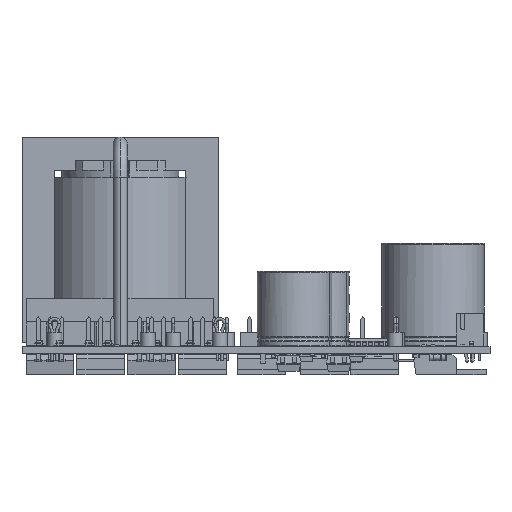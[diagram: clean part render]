
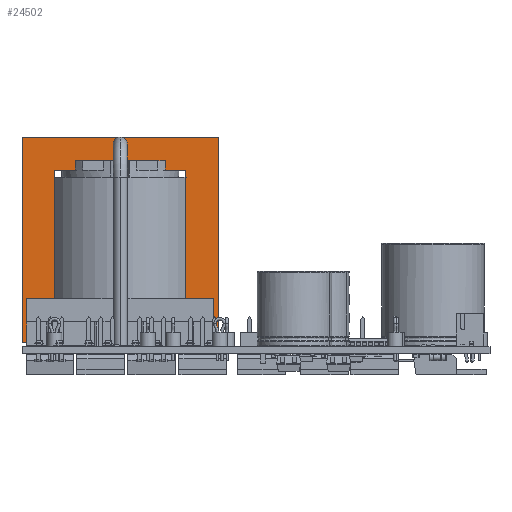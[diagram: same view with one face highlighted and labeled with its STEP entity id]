
A CAD part, left-side view. The second image highlights one B-rep face of the part: STEP entity #24502.
In plain terms, the highlighted face is planar.
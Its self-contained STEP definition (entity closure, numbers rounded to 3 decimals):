
#24354 = EDGE_CURVE('',#24355,#24357,#24359,.T.);
#24355 = VERTEX_POINT('',#24356);
#24356 = CARTESIAN_POINT('',(0.,0.,-16.));
#24357 = VERTEX_POINT('',#24358);
#24358 = CARTESIAN_POINT('',(-14.,0.,-16.));
#24359 = LINE('',#24360,#24361);
#24360 = CARTESIAN_POINT('',(14.,0.,-16.));
#24361 = VECTOR('',#24362,1.);
#24362 = DIRECTION('',(-1.,0.,0.));
#24394 = EDGE_CURVE('',#24395,#24397,#24399,.T.);
#24395 = VERTEX_POINT('',#24396);
#24396 = CARTESIAN_POINT('',(0.,0.,15.));
#24397 = VERTEX_POINT('',#24398);
#24398 = CARTESIAN_POINT('',(14.,0.,15.));
#24399 = LINE('',#24400,#24401);
#24400 = CARTESIAN_POINT('',(-14.,0.,15.));
#24401 = VECTOR('',#24402,1.);
#24402 = DIRECTION('',(1.,0.,0.));
#24502 = ADVANCED_FACE('',(#24503,#24537),#24569,.T.);
#24503 = FACE_BOUND('',#24504,.T.);
#24504 = EDGE_LOOP('',(#24505,#24515,#24523,#24531));
#24505 = ORIENTED_EDGE('',*,*,#24506,.F.);
#24506 = EDGE_CURVE('',#24507,#24509,#24511,.T.);
#24507 = VERTEX_POINT('',#24508);
#24508 = CARTESIAN_POINT('',(-21.,0.,-22.));
#24509 = VERTEX_POINT('',#24510);
#24510 = CARTESIAN_POINT('',(-21.,0.,22.));
#24511 = LINE('',#24512,#24513);
#24512 = CARTESIAN_POINT('',(-21.,0.,22.));
#24513 = VECTOR('',#24514,1.);
#24514 = DIRECTION('',(-0.,-0.,1.));
#24515 = ORIENTED_EDGE('',*,*,#24516,.F.);
#24516 = EDGE_CURVE('',#24517,#24507,#24519,.T.);
#24517 = VERTEX_POINT('',#24518);
#24518 = CARTESIAN_POINT('',(21.,0.,-22.));
#24519 = LINE('',#24520,#24521);
#24520 = CARTESIAN_POINT('',(-21.,0.,-22.));
#24521 = VECTOR('',#24522,1.);
#24522 = DIRECTION('',(-1.,-0.,-0.));
#24523 = ORIENTED_EDGE('',*,*,#24524,.F.);
#24524 = EDGE_CURVE('',#24525,#24517,#24527,.T.);
#24525 = VERTEX_POINT('',#24526);
#24526 = CARTESIAN_POINT('',(21.,0.,22.));
#24527 = LINE('',#24528,#24529);
#24528 = CARTESIAN_POINT('',(21.,0.,-22.));
#24529 = VECTOR('',#24530,1.);
#24530 = DIRECTION('',(-0.,-0.,-1.));
#24531 = ORIENTED_EDGE('',*,*,#24532,.F.);
#24532 = EDGE_CURVE('',#24509,#24525,#24533,.T.);
#24533 = LINE('',#24534,#24535);
#24534 = CARTESIAN_POINT('',(21.,0.,22.));
#24535 = VECTOR('',#24536,1.);
#24536 = DIRECTION('',(1.,-0.,-0.));
#24537 = FACE_BOUND('',#24538,.T.);
#24538 = EDGE_LOOP('',(#24539,#24547,#24548,#24556,#24562,#24563));
#24539 = ORIENTED_EDGE('',*,*,#24540,.T.);
#24540 = EDGE_CURVE('',#24541,#24395,#24543,.T.);
#24541 = VERTEX_POINT('',#24542);
#24542 = CARTESIAN_POINT('',(-14.,0.,15.));
#24543 = LINE('',#24544,#24545);
#24544 = CARTESIAN_POINT('',(-14.,0.,15.));
#24545 = VECTOR('',#24546,1.);
#24546 = DIRECTION('',(1.,0.,0.));
#24547 = ORIENTED_EDGE('',*,*,#24394,.T.);
#24548 = ORIENTED_EDGE('',*,*,#24549,.T.);
#24549 = EDGE_CURVE('',#24397,#24550,#24552,.T.);
#24550 = VERTEX_POINT('',#24551);
#24551 = CARTESIAN_POINT('',(14.,0.,-16.));
#24552 = LINE('',#24553,#24554);
#24553 = CARTESIAN_POINT('',(14.,0.,15.));
#24554 = VECTOR('',#24555,1.);
#24555 = DIRECTION('',(0.,0.,-1.));
#24556 = ORIENTED_EDGE('',*,*,#24557,.T.);
#24557 = EDGE_CURVE('',#24550,#24355,#24558,.T.);
#24558 = LINE('',#24559,#24560);
#24559 = CARTESIAN_POINT('',(14.,0.,-16.));
#24560 = VECTOR('',#24561,1.);
#24561 = DIRECTION('',(-1.,0.,0.));
#24562 = ORIENTED_EDGE('',*,*,#24354,.T.);
#24563 = ORIENTED_EDGE('',*,*,#24564,.T.);
#24564 = EDGE_CURVE('',#24357,#24541,#24565,.T.);
#24565 = LINE('',#24566,#24567);
#24566 = CARTESIAN_POINT('',(-14.,0.,-16.));
#24567 = VECTOR('',#24568,1.);
#24568 = DIRECTION('',(0.,0.,1.));
#24569 = PLANE('',#24570);
#24570 = AXIS2_PLACEMENT_3D('',#24571,#24572,#24573);
#24571 = CARTESIAN_POINT('',(0.,0.,0.));
#24572 = DIRECTION('',(0.,-1.,0.));
#24573 = DIRECTION('',(0.,-0.,-1.));
